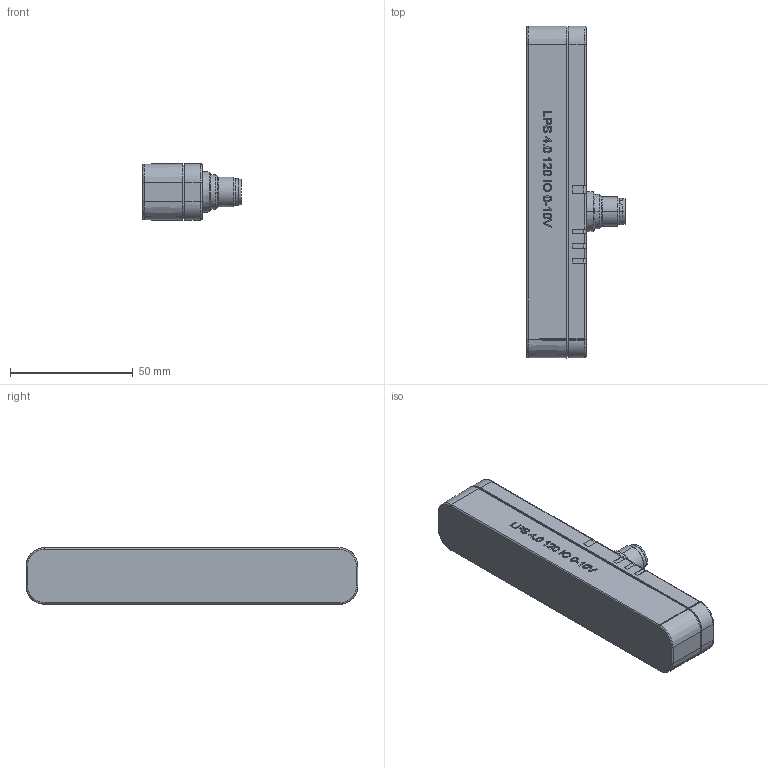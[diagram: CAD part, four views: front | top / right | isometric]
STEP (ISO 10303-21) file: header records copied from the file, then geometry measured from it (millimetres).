
FILE_DESCRIPTION (( 'STEP AP203' ), '1' );
FILE_NAME ('208110_2.STEP', '2019-11-25T15:09:26', ( 'CAD' ), ( 'Hewlett-Packard Company' ), 'SwSTEP 2.0', 'SolidWorks 2018', '' );
FILE_SCHEMA (( 'CONFIG_CONTROL_DESIGN' ));
Length unit declared in the file: millimetre
Products named in the file (1): 208110_2
Bounding box: 40 x 135 x 23 mm (x, y, z)
Volume: 74716.4 mm3; surface area: 16218.6 mm2
Topology: 1 solids, 3 shells, 496 faces, 1435 edges, 953 vertices
Faces by surface type: plane 225, cylinder 121, bspline 111, cone 39
Entity records: 22814 total; most frequent: CARTESIAN_POINT 10689, ORIENTED_EDGE 2850, DIRECTION 1972, EDGE_CURVE 1425, VERTEX_POINT 953, VECTOR 788, LINE 788, AXIS2_PLACEMENT_3D 592
